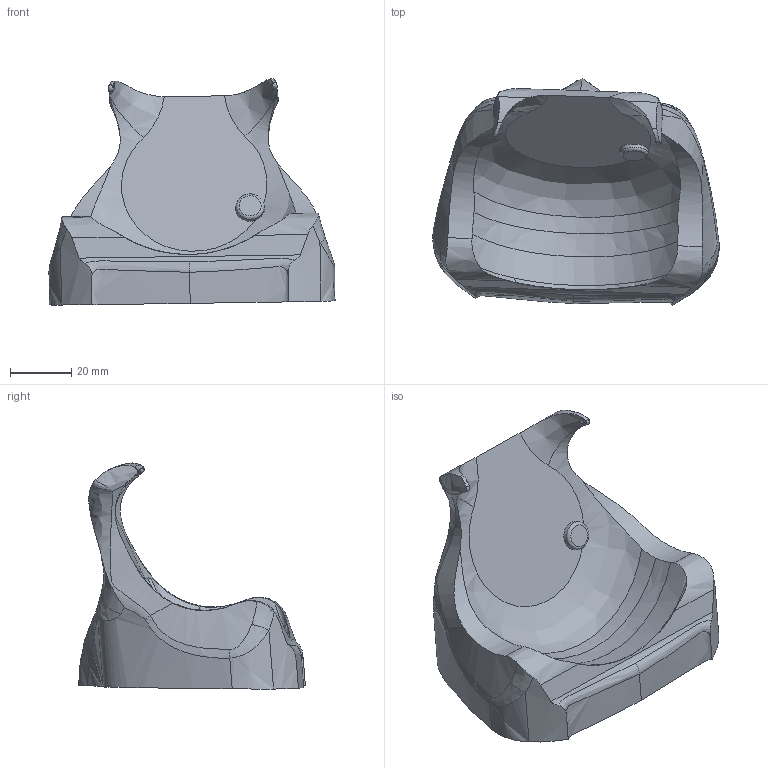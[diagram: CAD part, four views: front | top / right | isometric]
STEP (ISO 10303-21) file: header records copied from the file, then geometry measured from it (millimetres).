
FILE_DESCRIPTION(/* description */ (''),/* implementation_level */ '2;1');
FILE_NAME(/* name */ 'stand2lean v2.step',/* time_stamp */ '2023-10-04T08:34:38-07:00',/* author */ (''),/* organization */ (''),/* preprocessor_version */ 'ST-DEVELOPER v20',/* originating_system */ 'Autodesk Translation Framework v12.9.0.99',/* authorisation */ '');
FILE_SCHEMA (('AUTOMOTIVE_DESIGN { 1 0 10303 214 3 1 1 }'));
Length unit declared in the file: millimetre
Products named in the file (1): stand2lean
Bounding box: 93.24 x 73.84 x 73.61 mm (x, y, z)
Volume: 130023.1 mm3; surface area: 22994.5 mm2
Topology: 1 solids, 1 shells, 64 faces, 204 edges, 140 vertices
Faces by surface type: bspline 56, plane 3, sphere 2, cylinder 2, torus 1
Entity records: 6979 total; most frequent: CARTESIAN_POINT 5659, ORIENTED_EDGE 408, EDGE_CURVE 204, B_SPLINE_CURVE_WITH_KNOTS 183, VERTEX_POINT 144, EDGE_LOOP 66, FACE_OUTER_BOUND 64, ADVANCED_FACE 64
